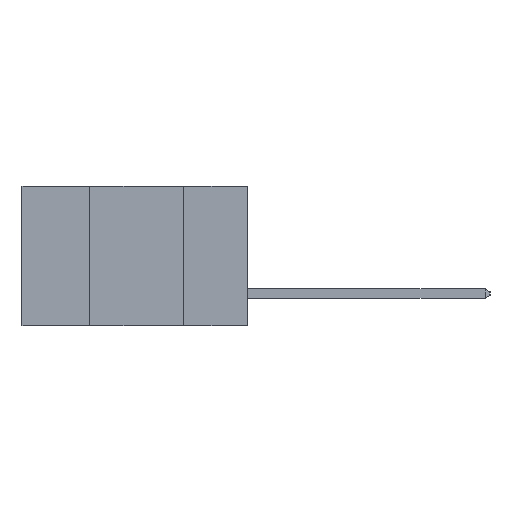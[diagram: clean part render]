
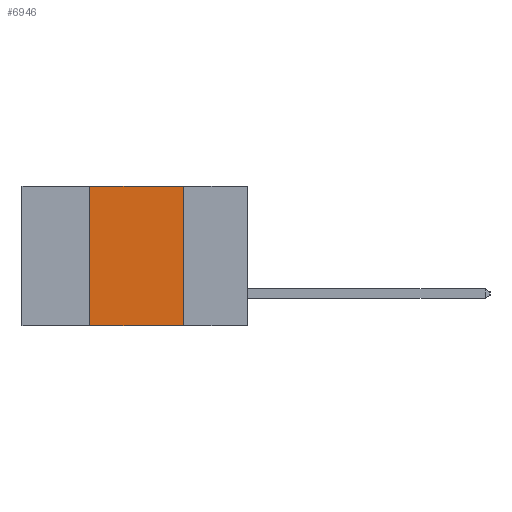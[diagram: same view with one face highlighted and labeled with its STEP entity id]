
A CAD part, left-side view. The second image highlights one B-rep face of the part: STEP entity #6946.
In plain terms, the highlighted planar face has unit normal (-1, 0, 0).
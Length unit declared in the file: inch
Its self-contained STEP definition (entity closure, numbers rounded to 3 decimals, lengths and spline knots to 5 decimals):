
#285 = ORIENTED_EDGE ( 'NONE', *, *, #20611, .F. ) ;
#322 = DIRECTION ( 'NONE',  ( 0., -1., 0. ) ) ;
#722 = LINE ( 'NONE', #6444, #1370 ) ;
#1105 = DIRECTION ( 'NONE',  ( 0., 0., 1. ) ) ;
#1185 = CARTESIAN_POINT ( 'NONE',  ( 0., 0.17, -0.37 ) ) ;
#1370 = VECTOR ( 'NONE', #322, 39.37008 ) ;
#4714 = PLANE ( 'NONE',  #21479 ) ;
#4946 = CARTESIAN_POINT ( 'NONE',  ( 0., 0.6, 0. ) ) ;
#5552 = VECTOR ( 'NONE', #1105, 39.37008 ) ;
#5595 = LINE ( 'NONE', #4946, #15538 ) ;
#6444 = CARTESIAN_POINT ( 'NONE',  ( 0., 0.6, -0.37 ) ) ;
#6713 = VERTEX_POINT ( 'NONE', #25816 ) ;
#6925 = DIRECTION ( 'NONE',  ( 0., -1., 0. ) ) ;
#6946 = ADVANCED_FACE ( 'NONE', ( #11053 ), #4714, .F. ) ;
#8093 = VERTEX_POINT ( 'NONE', #12458 ) ;
#8706 = DIRECTION ( 'NONE',  ( 1., 0., 0. ) ) ;
#10164 = ORIENTED_EDGE ( 'NONE', *, *, #14414, .F. ) ;
#11053 = FACE_OUTER_BOUND ( 'NONE', #20833, .T. ) ;
#12458 = CARTESIAN_POINT ( 'NONE',  ( 0., 0.42, -0.37 ) ) ;
#13096 = DIRECTION ( 'NONE',  ( 0., 0., -1. ) ) ;
#14414 = EDGE_CURVE ( 'NONE', #18785, #22873, #18535, .T. ) ;
#14745 = CARTESIAN_POINT ( 'NONE',  ( 0., 0.17, 0. ) ) ;
#15168 = ORIENTED_EDGE ( 'NONE', *, *, #24321, .F. ) ;
#15538 = VECTOR ( 'NONE', #6925, 39.37008 ) ;
#16128 = LINE ( 'NONE', #24966, #5552 ) ;
#16220 = ORIENTED_EDGE ( 'NONE', *, *, #24098, .T. ) ;
#18535 = LINE ( 'NONE', #21002, #23137 ) ;
#18785 = VERTEX_POINT ( 'NONE', #14745 ) ;
#20590 = CARTESIAN_POINT ( 'NONE',  ( 0., 0.6, 0. ) ) ;
#20611 = EDGE_CURVE ( 'NONE', #6713, #18785, #5595, .T. ) ;
#20833 = EDGE_LOOP ( 'NONE', ( #10164, #285, #15168, #16220 ) ) ;
#21002 = CARTESIAN_POINT ( 'NONE',  ( 0., 0.17, 0. ) ) ;
#21479 = AXIS2_PLACEMENT_3D ( 'NONE', #20590, #8706, #22564 ) ;
#22564 = DIRECTION ( 'NONE',  ( 0., 0., -1. ) ) ;
#22873 = VERTEX_POINT ( 'NONE', #1185 ) ;
#23137 = VECTOR ( 'NONE', #13096, 39.37008 ) ;
#24098 = EDGE_CURVE ( 'NONE', #8093, #22873, #722, .T. ) ;
#24321 = EDGE_CURVE ( 'NONE', #8093, #6713, #16128, .T. ) ;
#24966 = CARTESIAN_POINT ( 'NONE',  ( 0., 0.42, 0. ) ) ;
#25816 = CARTESIAN_POINT ( 'NONE',  ( 0., 0.42, 0. ) ) ;
